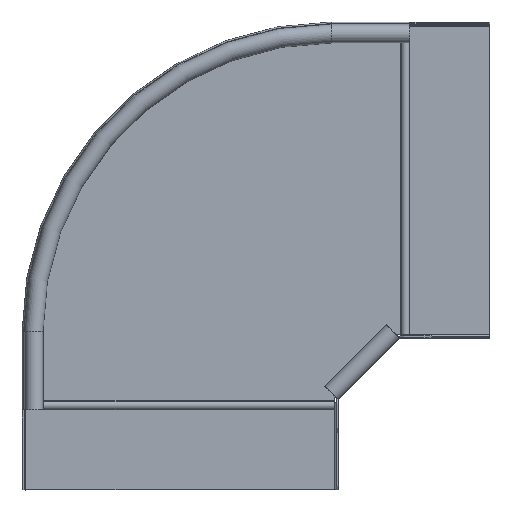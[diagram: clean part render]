
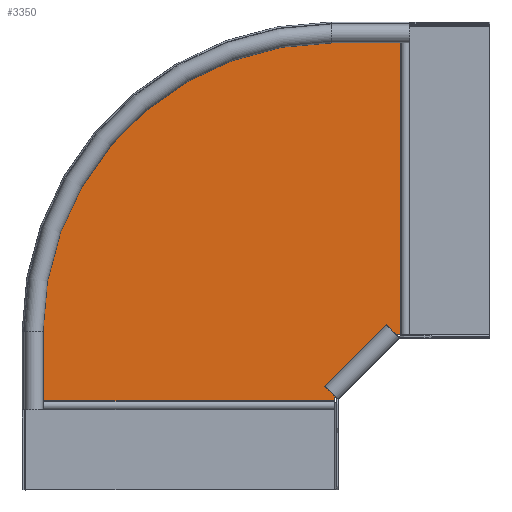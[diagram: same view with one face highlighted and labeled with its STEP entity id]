
A CAD part, top view. The second image highlights one B-rep face of the part: STEP entity #3350.
In plain terms, the highlighted planar face has unit normal (0, 0, 1).
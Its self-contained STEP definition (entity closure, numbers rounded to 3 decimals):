
#2691=DIRECTION('',(0.,-1.,0.));
#2692=VECTOR('',#2691,1.972);
#2693=CARTESIAN_POINT('',(-100.35,59.3,0.));
#2694=LINE('',#2693,#2692);
#2737=DIRECTION('',(0.,1.,0.));
#2738=VECTOR('',#2737,44.522);
#2739=CARTESIAN_POINT('',(-298.85,57.328,0.));
#2740=LINE('',#2739,#2738);
#2824=DIRECTION('',(-1.,0.,0.));
#2825=VECTOR('',#2824,1.972);
#2826=CARTESIAN_POINT('',(-57.328,100.35,0.));
#2827=LINE('',#2826,#2825);
#2855=DIRECTION('',(0.,-1.,0.));
#2856=VECTOR('',#2855,198.5);
#2857=CARTESIAN_POINT('',(-57.328,298.85,0.));
#2858=LINE('',#2857,#2856);
#2863=DIRECTION('',(0.707,0.707,0.));
#2864=VECTOR('',#2863,58.053);
#2865=CARTESIAN_POINT('',(-100.35,59.3,0.));
#2866=LINE('',#2865,#2864);
#2867=CARTESIAN_POINT('',(-101.85,101.85,0.));
#2868=DIRECTION('',(0.,0.,1.));
#2869=DIRECTION('',(0.,1.,0.));
#2870=AXIS2_PLACEMENT_3D('',#2867,#2868,#2869);
#2876=DIRECTION('',(-1.,0.,0.));
#2877=VECTOR('',#2876,198.5);
#2878=CARTESIAN_POINT('',(-100.35,57.328,0.));
#2879=LINE('',#2878,#2877);
#2927=CARTESIAN_POINT('',(-57.328,298.85,0.));
#2934=DIRECTION('',(1.,0.,0.));
#2935=VECTOR('',#2934,44.522);
#2936=CARTESIAN_POINT('',(-101.85,298.85,0.));
#2937=LINE('',#2936,#2935);
#2986=VERTEX_POINT('',#2927);
#2996=CARTESIAN_POINT('',(-298.85,57.328,0.));
#2997=VERTEX_POINT('',#2996);
#2998=CARTESIAN_POINT('',(-59.3,100.35,0.));
#3000=VERTEX_POINT('',#2998);
#3003=CARTESIAN_POINT('',(-298.85,101.85,0.));
#3005=VERTEX_POINT('',#3003);
#3030=CARTESIAN_POINT('',(-57.328,100.35,0.));
#3031=VERTEX_POINT('',#3030);
#3044=CARTESIAN_POINT('',(-100.35,59.3,0.));
#3045=VERTEX_POINT('',#3044);
#3060=CARTESIAN_POINT('',(-101.85,298.85,0.));
#3062=VERTEX_POINT('',#3060);
#3074=CARTESIAN_POINT('',(-100.35,57.328,0.));
#3075=VERTEX_POINT('',#3074);
#3331=CARTESIAN_POINT('',(-101.85,101.85,0.));
#3332=DIRECTION('',(0.,0.,-1.));
#3333=DIRECTION('',(-1.,0.,0.));
#3334=AXIS2_PLACEMENT_3D('',#3331,#3332,#3333);
#3335=PLANE('',#3334);
#3337=ORIENTED_EDGE('',*,*,#3336,.F.);
#3338=ORIENTED_EDGE('',*,*,#3121,.T.);
#3340=ORIENTED_EDGE('',*,*,#3339,.T.);
#3341=ORIENTED_EDGE('',*,*,#3168,.T.);
#3343=ORIENTED_EDGE('',*,*,#3342,.F.);
#3345=ORIENTED_EDGE('',*,*,#3344,.T.);
#3346=ORIENTED_EDGE('',*,*,#3323,.T.);
#3347=ORIENTED_EDGE('',*,*,#3263,.T.);
#3348=EDGE_LOOP('',(#3337,#3338,#3340,#3341,#3343,#3345,#3346,#3347));
#3349=FACE_OUTER_BOUND('',#3348,.F.);
#3350=ADVANCED_FACE('',(#3349),#3335,.F.);
#2871=CIRCLE('',#2870,197.);
#3121=EDGE_CURVE('',#3045,#3075,#2694,.T.);
#3168=EDGE_CURVE('',#2997,#3005,#2740,.T.);
#3263=EDGE_CURVE('',#3031,#3000,#2827,.T.);
#3323=EDGE_CURVE('',#2986,#3031,#2858,.T.);
#3336=EDGE_CURVE('',#3045,#3000,#2866,.T.);
#3339=EDGE_CURVE('',#3075,#2997,#2879,.T.);
#3342=EDGE_CURVE('',#3062,#3005,#2871,.T.);
#3344=EDGE_CURVE('',#3062,#2986,#2937,.T.);
